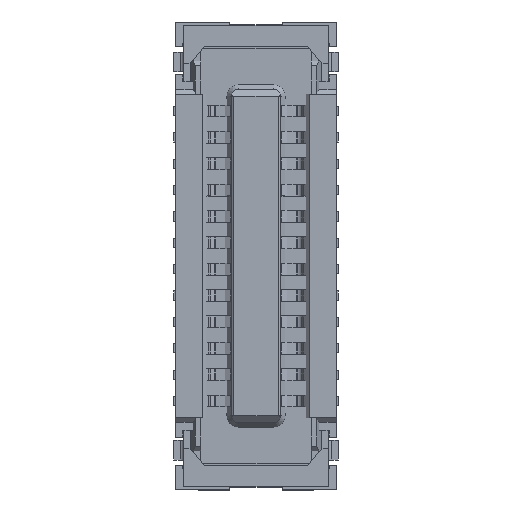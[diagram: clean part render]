
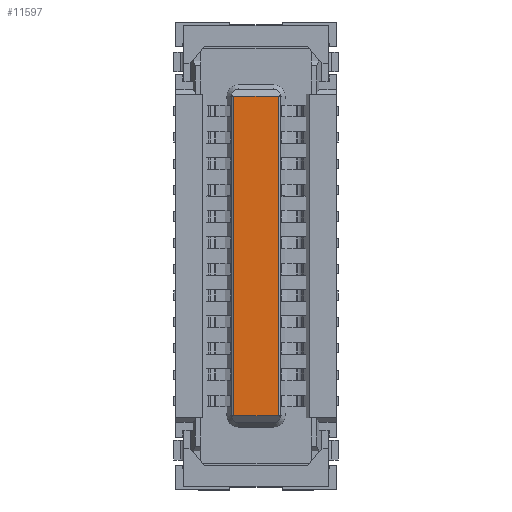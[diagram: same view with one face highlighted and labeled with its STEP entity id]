
A CAD part, top view. The second image highlights one B-rep face of the part: STEP entity #11597.
In plain terms, the highlighted face is planar.
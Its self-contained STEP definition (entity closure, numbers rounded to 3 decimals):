
#11597 = ADVANCED_FACE('',(#11598),#11612,.T.);
#11598 = FACE_BOUND('',#11599,.F.);
#11599 = EDGE_LOOP('',(#11600,#11635,#11663,#11691));
#11600 = ORIENTED_EDGE('',*,*,#11601,.F.);
#11601 = EDGE_CURVE('',#11602,#11604,#11606,.T.);
#11602 = VERTEX_POINT('',#11603);
#11603 = CARTESIAN_POINT('',(-2.425,0.64,0.34));
#11604 = VERTEX_POINT('',#11605);
#11605 = CARTESIAN_POINT('',(2.425,0.64,0.34));
#11606 = SURFACE_CURVE('',#11607,(#11611,#11623),.PCURVE_S1.);
#11607 = LINE('',#11608,#11609);
#11608 = CARTESIAN_POINT('',(-2.425,0.64,0.34));
#11609 = VECTOR('',#11610,1.);
#11610 = DIRECTION('',(1.,0.,0.));
#11611 = PCURVE('',#11612,#11617);
#11612 = PLANE('',#11613);
#11613 = AXIS2_PLACEMENT_3D('',#11614,#11615,#11616);
#11614 = CARTESIAN_POINT('',(0.,0.64,0.));
#11615 = DIRECTION('',(0.,1.,0.));
#11616 = DIRECTION('',(1.,0.,0.));
#11617 = DEFINITIONAL_REPRESENTATION('',(#11618),#11622);
#11618 = LINE('',#11619,#11620);
#11619 = CARTESIAN_POINT('',(-2.425,-0.34));
#11620 = VECTOR('',#11621,1.);
#11621 = DIRECTION('',(1.,0.));
#11622 = ( GEOMETRIC_REPRESENTATION_CONTEXT(2) 
PARAMETRIC_REPRESENTATION_CONTEXT() REPRESENTATION_CONTEXT('2D SPACE',''
  ) );
#11623 = PCURVE('',#11624,#11629);
#11624 = CYLINDRICAL_SURFACE('',#11625,0.03);
#11625 = AXIS2_PLACEMENT_3D('',#11626,#11627,#11628);
#11626 = CARTESIAN_POINT('',(-12.806,0.61,0.34));
#11627 = DIRECTION('',(1.,0.,0.));
#11628 = DIRECTION('',(-0.,1.,0.));
#11629 = DEFINITIONAL_REPRESENTATION('',(#11630),#11634);
#11630 = LINE('',#11631,#11632);
#11631 = CARTESIAN_POINT('',(0.,10.381));
#11632 = VECTOR('',#11633,1.);
#11633 = DIRECTION('',(0.,1.));
#11634 = ( GEOMETRIC_REPRESENTATION_CONTEXT(2) 
PARAMETRIC_REPRESENTATION_CONTEXT() REPRESENTATION_CONTEXT('2D SPACE',''
  ) );
#11635 = ORIENTED_EDGE('',*,*,#11636,.F.);
#11636 = EDGE_CURVE('',#11637,#11602,#11639,.T.);
#11637 = VERTEX_POINT('',#11638);
#11638 = CARTESIAN_POINT('',(-2.425,0.64,-0.34));
#11639 = SURFACE_CURVE('',#11640,(#11644,#11651),.PCURVE_S1.);
#11640 = LINE('',#11641,#11642);
#11641 = CARTESIAN_POINT('',(-2.425,0.64,-0.34));
#11642 = VECTOR('',#11643,1.);
#11643 = DIRECTION('',(0.,0.,1.));
#11644 = PCURVE('',#11612,#11645);
#11645 = DEFINITIONAL_REPRESENTATION('',(#11646),#11650);
#11646 = LINE('',#11647,#11648);
#11647 = CARTESIAN_POINT('',(-2.425,0.34));
#11648 = VECTOR('',#11649,1.);
#11649 = DIRECTION('',(0.,-1.));
#11650 = ( GEOMETRIC_REPRESENTATION_CONTEXT(2) 
PARAMETRIC_REPRESENTATION_CONTEXT() REPRESENTATION_CONTEXT('2D SPACE',''
  ) );
#11651 = PCURVE('',#11652,#11657);
#11652 = PLANE('',#11653);
#11653 = AXIS2_PLACEMENT_3D('',#11654,#11655,#11656);
#11654 = CARTESIAN_POINT('',(-2.475,0.59,0.));
#11655 = DIRECTION('',(-0.707,0.707,0.));
#11656 = DIRECTION('',(0.,0.,-1.));
#11657 = DEFINITIONAL_REPRESENTATION('',(#11658),#11662);
#11658 = LINE('',#11659,#11660);
#11659 = CARTESIAN_POINT('',(0.34,-0.071));
#11660 = VECTOR('',#11661,1.);
#11661 = DIRECTION('',(-1.,-0.));
#11662 = ( GEOMETRIC_REPRESENTATION_CONTEXT(2) 
PARAMETRIC_REPRESENTATION_CONTEXT() REPRESENTATION_CONTEXT('2D SPACE',''
  ) );
#11663 = ORIENTED_EDGE('',*,*,#11664,.F.);
#11664 = EDGE_CURVE('',#11665,#11637,#11667,.T.);
#11665 = VERTEX_POINT('',#11666);
#11666 = CARTESIAN_POINT('',(2.425,0.64,-0.34));
#11667 = SURFACE_CURVE('',#11668,(#11672,#11679),.PCURVE_S1.);
#11668 = LINE('',#11669,#11670);
#11669 = CARTESIAN_POINT('',(2.425,0.64,-0.34));
#11670 = VECTOR('',#11671,1.);
#11671 = DIRECTION('',(-1.,0.,0.));
#11672 = PCURVE('',#11612,#11673);
#11673 = DEFINITIONAL_REPRESENTATION('',(#11674),#11678);
#11674 = LINE('',#11675,#11676);
#11675 = CARTESIAN_POINT('',(2.425,0.34));
#11676 = VECTOR('',#11677,1.);
#11677 = DIRECTION('',(-1.,0.));
#11678 = ( GEOMETRIC_REPRESENTATION_CONTEXT(2) 
PARAMETRIC_REPRESENTATION_CONTEXT() REPRESENTATION_CONTEXT('2D SPACE',''
  ) );
#11679 = PCURVE('',#11680,#11685);
#11680 = CYLINDRICAL_SURFACE('',#11681,0.03);
#11681 = AXIS2_PLACEMENT_3D('',#11682,#11683,#11684);
#11682 = CARTESIAN_POINT('',(12.806,0.61,-0.34));
#11683 = DIRECTION('',(-1.,0.,0.));
#11684 = DIRECTION('',(0.,1.,0.));
#11685 = DEFINITIONAL_REPRESENTATION('',(#11686),#11690);
#11686 = LINE('',#11687,#11688);
#11687 = CARTESIAN_POINT('',(0.,10.381));
#11688 = VECTOR('',#11689,1.);
#11689 = DIRECTION('',(0.,1.));
#11690 = ( GEOMETRIC_REPRESENTATION_CONTEXT(2) 
PARAMETRIC_REPRESENTATION_CONTEXT() REPRESENTATION_CONTEXT('2D SPACE',''
  ) );
#11691 = ORIENTED_EDGE('',*,*,#11692,.F.);
#11692 = EDGE_CURVE('',#11604,#11665,#11693,.T.);
#11693 = SURFACE_CURVE('',#11694,(#11698,#11705),.PCURVE_S1.);
#11694 = LINE('',#11695,#11696);
#11695 = CARTESIAN_POINT('',(2.425,0.64,0.34));
#11696 = VECTOR('',#11697,1.);
#11697 = DIRECTION('',(0.,0.,-1.));
#11698 = PCURVE('',#11612,#11699);
#11699 = DEFINITIONAL_REPRESENTATION('',(#11700),#11704);
#11700 = LINE('',#11701,#11702);
#11701 = CARTESIAN_POINT('',(2.425,-0.34));
#11702 = VECTOR('',#11703,1.);
#11703 = DIRECTION('',(0.,1.));
#11704 = ( GEOMETRIC_REPRESENTATION_CONTEXT(2) 
PARAMETRIC_REPRESENTATION_CONTEXT() REPRESENTATION_CONTEXT('2D SPACE',''
  ) );
#11705 = PCURVE('',#11706,#11711);
#11706 = PLANE('',#11707);
#11707 = AXIS2_PLACEMENT_3D('',#11708,#11709,#11710);
#11708 = CARTESIAN_POINT('',(2.475,0.59,0.));
#11709 = DIRECTION('',(0.707,0.707,0.));
#11710 = DIRECTION('',(0.,0.,-1.));
#11711 = DEFINITIONAL_REPRESENTATION('',(#11712),#11716);
#11712 = LINE('',#11713,#11714);
#11713 = CARTESIAN_POINT('',(-0.34,0.071));
#11714 = VECTOR('',#11715,1.);
#11715 = DIRECTION('',(1.,0.));
#11716 = ( GEOMETRIC_REPRESENTATION_CONTEXT(2) 
PARAMETRIC_REPRESENTATION_CONTEXT() REPRESENTATION_CONTEXT('2D SPACE',''
  ) );
